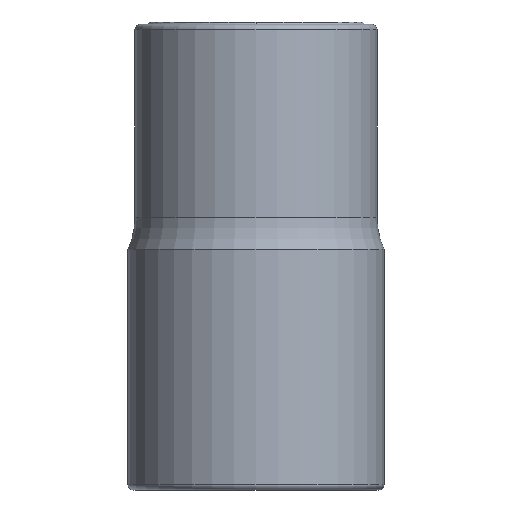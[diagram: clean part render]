
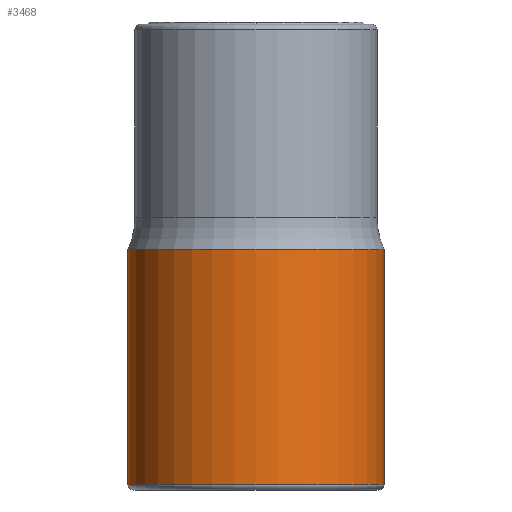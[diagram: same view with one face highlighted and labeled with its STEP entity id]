
A CAD part, front view. The second image highlights one B-rep face of the part: STEP entity #3468.
In plain terms, the highlighted cylindrical face has radius 16.5 mm (diameter 33 mm), a partial arc.
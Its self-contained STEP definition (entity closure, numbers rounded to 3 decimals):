
#2958=DIRECTION('',(0.,0.,1.));
#2959=VECTOR('',#2958,30.3);
#2960=CARTESIAN_POINT('',(-16.5,0.,0.4));
#2961=LINE('',#2960,#2959);
#3034=CARTESIAN_POINT('',(0.,0.,0.4));
#3035=DIRECTION('',(0.,0.,-1.));
#3036=DIRECTION('',(-1.,0.,0.));
#3037=AXIS2_PLACEMENT_3D('',#3034,#3035,#3036);
#3042=DIRECTION('',(0.,0.,1.));
#3043=VECTOR('',#3042,30.3);
#3044=CARTESIAN_POINT('',(16.5,0.,0.4));
#3045=LINE('',#3044,#3043);
#3049=CARTESIAN_POINT('',(0.,0.,30.7));
#3050=DIRECTION('',(0.,0.,1.));
#3051=DIRECTION('',(1.,0.,0.));
#3052=AXIS2_PLACEMENT_3D('',#3049,#3050,#3051);
#3213=CARTESIAN_POINT('',(-16.5,0.,30.7));
#3214=CARTESIAN_POINT('',(16.5,0.,30.7));
#3215=VERTEX_POINT('',#3213);
#3216=VERTEX_POINT('',#3214);
#3267=CARTESIAN_POINT('',(-16.5,0.,0.4));
#3268=CARTESIAN_POINT('',(16.5,0.,0.4));
#3269=VERTEX_POINT('',#3267);
#3270=VERTEX_POINT('',#3268);
#3456=CARTESIAN_POINT('',(0.,0.,-0.3));
#3457=DIRECTION('',(0.,0.,1.));
#3458=DIRECTION('',(1.,0.,0.));
#3459=AXIS2_PLACEMENT_3D('',#3456,#3457,#3458);
#3460=CYLINDRICAL_SURFACE('',#3459,16.5);
#3461=ORIENTED_EDGE('',*,*,#3450,.T.);
#3462=ORIENTED_EDGE('',*,*,#3420,.T.);
#3464=ORIENTED_EDGE('',*,*,#3463,.T.);
#3465=ORIENTED_EDGE('',*,*,#3416,.F.);
#3466=EDGE_LOOP('',(#3461,#3462,#3464,#3465));
#3467=FACE_OUTER_BOUND('',#3466,.F.);
#3468=ADVANCED_FACE('',(#3467),#3460,.T.);
#3038=CIRCLE('',#3037,16.5);
#3053=CIRCLE('',#3052,16.5);
#3416=EDGE_CURVE('',#3269,#3215,#2961,.T.);
#3420=EDGE_CURVE('',#3270,#3216,#3045,.T.);
#3450=EDGE_CURVE('',#3269,#3270,#3038,.T.);
#3463=EDGE_CURVE('',#3216,#3215,#3053,.T.);
